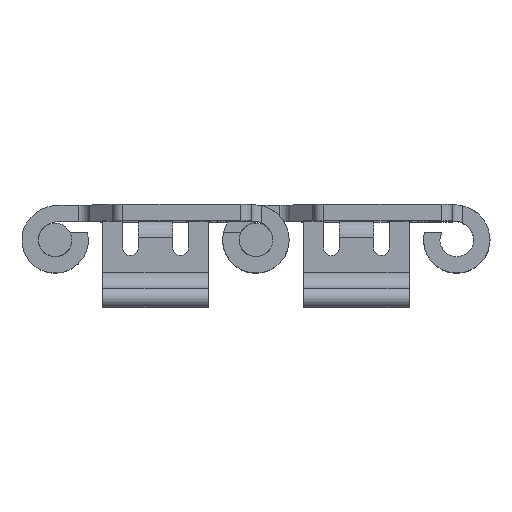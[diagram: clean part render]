
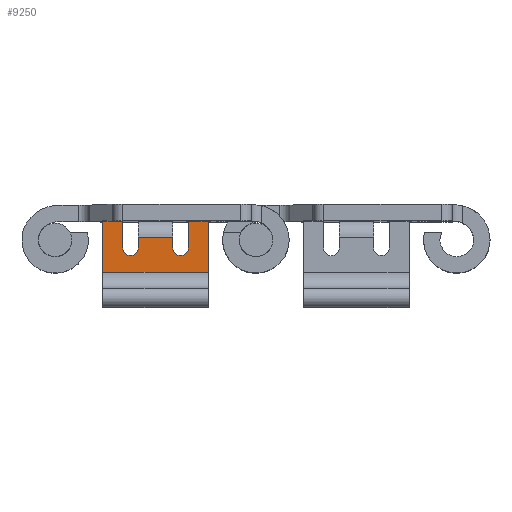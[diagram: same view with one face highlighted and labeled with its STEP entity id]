
A CAD part, top view. The second image highlights one B-rep face of the part: STEP entity #9250.
In plain terms, the highlighted planar face has unit normal (0, 0, 1).
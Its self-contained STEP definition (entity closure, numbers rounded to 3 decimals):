
#383=PLANE('',#9799);
#717=FACE_OUTER_BOUND('',#1226,.T.);
#1226=EDGE_LOOP('',(#6450,#6451,#6452,#6453,#6454,#6455,#6456,#6457,#6458,
#6459,#6460,#6461));
#1768=LINE('',#12597,#2818);
#1770=LINE('',#12602,#2820);
#1775=LINE('',#12616,#2825);
#1787=LINE('',#12650,#2837);
#1826=LINE('',#12735,#2876);
#1827=LINE('',#12737,#2877);
#1828=LINE('',#12738,#2878);
#1829=LINE('',#12740,#2879);
#1830=LINE('',#12742,#2880);
#1831=LINE('',#12745,#2881);
#2818=VECTOR('',#10374,3.75);
#2820=VECTOR('',#10378,3.75);
#2825=VECTOR('',#10389,2.);
#2837=VECTOR('',#10413,2.);
#2876=VECTOR('',#10486,9.7);
#2877=VECTOR('',#10487,20.);
#2878=VECTOR('',#10488,9.7);
#2879=VECTOR('',#10489,5.);
#2880=VECTOR('',#10492,6.5);
#2881=VECTOR('',#10495,5.);
#3872=CIRCLE('',#9800,1.5);
#3873=CIRCLE('',#9801,1.5);
#4018=VERTEX_POINT('',#12594);
#4019=VERTEX_POINT('',#12596);
#4020=VERTEX_POINT('',#12600);
#4021=VERTEX_POINT('',#12601);
#4026=VERTEX_POINT('',#12613);
#4027=VERTEX_POINT('',#12615);
#4042=VERTEX_POINT('',#12647);
#4043=VERTEX_POINT('',#12649);
#4072=VERTEX_POINT('',#12734);
#4073=VERTEX_POINT('',#12736);
#4074=VERTEX_POINT('',#12739);
#4075=VERTEX_POINT('',#12743);
#4954=EDGE_CURVE('',#4019,#4018,#1768,.T.);
#4956=EDGE_CURVE('',#4020,#4021,#1770,.T.);
#4963=EDGE_CURVE('',#4026,#4027,#1775,.T.);
#4980=EDGE_CURVE('',#4042,#4043,#1787,.T.);
#5026=EDGE_CURVE('',#4021,#4072,#1826,.T.);
#5027=EDGE_CURVE('',#4072,#4073,#1827,.T.);
#5028=EDGE_CURVE('',#4019,#4073,#1828,.T.);
#5029=EDGE_CURVE('',#4074,#4018,#1829,.T.);
#5030=EDGE_CURVE('',#4027,#4074,#3872,.T.);
#5031=EDGE_CURVE('',#4026,#4043,#1830,.T.);
#5032=EDGE_CURVE('',#4075,#4042,#3873,.T.);
#5033=EDGE_CURVE('',#4020,#4075,#1831,.T.);
#6450=ORIENTED_EDGE('',*,*,#5026,.T.);
#6451=ORIENTED_EDGE('',*,*,#5027,.T.);
#6452=ORIENTED_EDGE('',*,*,#5028,.F.);
#6453=ORIENTED_EDGE('',*,*,#4954,.T.);
#6454=ORIENTED_EDGE('',*,*,#5029,.F.);
#6455=ORIENTED_EDGE('',*,*,#5030,.F.);
#6456=ORIENTED_EDGE('',*,*,#4963,.F.);
#6457=ORIENTED_EDGE('',*,*,#5031,.T.);
#6458=ORIENTED_EDGE('',*,*,#4980,.F.);
#6459=ORIENTED_EDGE('',*,*,#5032,.F.);
#6460=ORIENTED_EDGE('',*,*,#5033,.F.);
#6461=ORIENTED_EDGE('',*,*,#4956,.T.);
#9250=ADVANCED_FACE('',(#717),#383,.F.);
#9799=AXIS2_PLACEMENT_3D('',#12733,#10484,#10485);
#9800=AXIS2_PLACEMENT_3D('',#12741,#10490,#10491);
#9801=AXIS2_PLACEMENT_3D('',#12744,#10493,#10494);
#10374=DIRECTION('',(-1.,0.,0.));
#10378=DIRECTION('',(-1.,0.,0.));
#10389=DIRECTION('',(0.,-1.,0.));
#10413=DIRECTION('',(0.,1.,0.));
#10484=DIRECTION('center_axis',(0.,0.,-1.));
#10485=DIRECTION('ref_axis',(-1.,0.,0.));
#10486=DIRECTION('',(0.,-1.,0.));
#10487=DIRECTION('',(1.,0.,0.));
#10488=DIRECTION('',(0.,-1.,0.));
#10489=DIRECTION('',(0.,1.,0.));
#10490=DIRECTION('center_axis',(0.,0.,1.));
#10491=DIRECTION('ref_axis',(-1.,0.,0.));
#10492=DIRECTION('',(-1.,0.,0.));
#10493=DIRECTION('center_axis',(0.,0.,1.));
#10494=DIRECTION('ref_axis',(1.,0.,0.));
#10495=DIRECTION('',(0.,-1.,0.));
#12594=CARTESIAN_POINT('',(-12.8,3.5,21.5));
#12596=CARTESIAN_POINT('',(-9.05,3.5,21.5));
#12597=CARTESIAN_POINT('',(-9.05,3.5,21.5));
#12600=CARTESIAN_POINT('',(-25.3,3.5,21.5));
#12601=CARTESIAN_POINT('',(-29.05,3.5,21.5));
#12602=CARTESIAN_POINT('',(-25.3,3.5,21.5));
#12613=CARTESIAN_POINT('',(-15.8,0.5,21.5));
#12615=CARTESIAN_POINT('',(-15.8,-1.5,21.5));
#12616=CARTESIAN_POINT('',(-15.8,0.5,21.5));
#12647=CARTESIAN_POINT('',(-22.3,-1.5,21.5));
#12649=CARTESIAN_POINT('',(-22.3,0.5,21.5));
#12650=CARTESIAN_POINT('',(-22.3,-1.5,21.5));
#12733=CARTESIAN_POINT('Origin',(-15.8,3.5,21.5));
#12734=CARTESIAN_POINT('',(-29.05,-6.2,21.5));
#12735=CARTESIAN_POINT('',(-29.05,3.5,21.5));
#12736=CARTESIAN_POINT('',(-9.05,-6.2,21.5));
#12737=CARTESIAN_POINT('',(-29.05,-6.2,21.5));
#12738=CARTESIAN_POINT('',(-9.05,3.5,21.5));
#12739=CARTESIAN_POINT('',(-12.8,-1.5,21.5));
#12740=CARTESIAN_POINT('',(-12.8,-1.5,21.5));
#12741=CARTESIAN_POINT('Origin',(-14.3,-1.5,21.5));
#12742=CARTESIAN_POINT('',(-15.8,0.5,21.5));
#12743=CARTESIAN_POINT('',(-25.3,-1.5,21.5));
#12744=CARTESIAN_POINT('Origin',(-23.8,-1.5,21.5));
#12745=CARTESIAN_POINT('',(-25.3,3.5,21.5));
